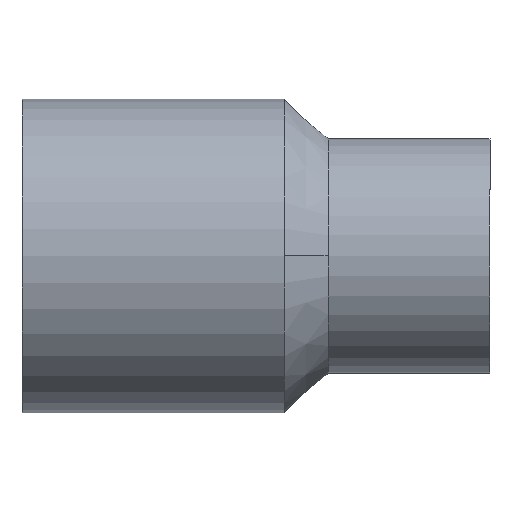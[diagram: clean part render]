
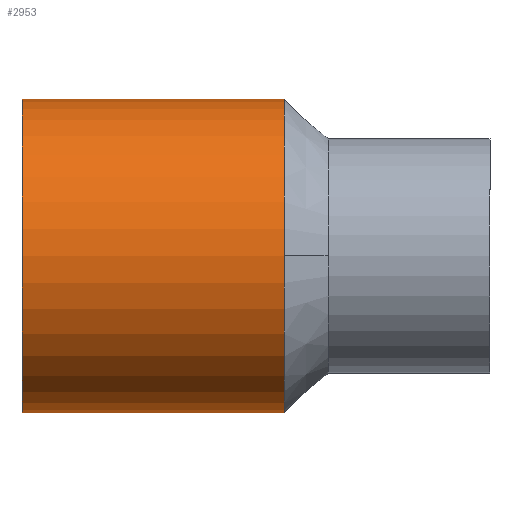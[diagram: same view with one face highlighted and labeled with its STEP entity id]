
A CAD part, top view. The second image highlights one B-rep face of the part: STEP entity #2953.
In plain terms, the highlighted cylindrical face has radius 6.375 mm (diameter 12.751 mm), a partial arc.
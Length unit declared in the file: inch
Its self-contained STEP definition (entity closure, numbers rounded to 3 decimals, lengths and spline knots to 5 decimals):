
#20 = VERTEX_POINT ( 'NONE', #1452 ) ;
#46 = CARTESIAN_POINT ( 'NONE',  ( -0.375, 0., 0. ) ) ;
#197 = ORIENTED_EDGE ( 'NONE', *, *, #3537, .T. ) ;
#534 = CARTESIAN_POINT ( 'NONE',  ( 0.045, 0., 0.251 ) ) ;
#574 = ORIENTED_EDGE ( 'NONE', *, *, #4448, .T. ) ;
#661 = DIRECTION ( 'NONE',  ( 0., 0., 1. ) ) ;
#684 = CARTESIAN_POINT ( 'NONE',  ( 0.33627, 0., 0. ) ) ;
#998 = DIRECTION ( 'NONE',  ( 1., 0., 0. ) ) ;
#1047 = DIRECTION ( 'NONE',  ( 1., 0., 0. ) ) ;
#1200 = VECTOR ( 'NONE', #1047, 39.37008 ) ;
#1218 = VERTEX_POINT ( 'NONE', #534 ) ;
#1404 = CIRCLE ( 'NONE', #2698, 0.251 ) ;
#1452 = CARTESIAN_POINT ( 'NONE',  ( -0.375, 0.251, 0. ) ) ;
#1520 = FACE_OUTER_BOUND ( 'NONE', #2879, .T. ) ;
#1596 = CARTESIAN_POINT ( 'NONE',  ( 0.045, 0., 0. ) ) ;
#1640 = DIRECTION ( 'NONE',  ( -1., 0., 0. ) ) ;
#1741 = LINE ( 'NONE', #3098, #2354 ) ;
#1848 = AXIS2_PLACEMENT_3D ( 'NONE', #46, #3861, #2829 ) ;
#1892 = ORIENTED_EDGE ( 'NONE', *, *, #2165, .T. ) ;
#1914 = LINE ( 'NONE', #4164, #1200 ) ;
#1916 = CIRCLE ( 'NONE', #2382, 0.251 ) ;
#1951 = ORIENTED_EDGE ( 'NONE', *, *, #2612, .F. ) ;
#2165 = EDGE_CURVE ( 'NONE', #4272, #2365, #1741, .T. ) ;
#2255 = EDGE_CURVE ( 'NONE', #2365, #1218, #1916, .T. ) ;
#2354 = VECTOR ( 'NONE', #998, 39.37008 ) ;
#2365 = VERTEX_POINT ( 'NONE', #3514 ) ;
#2382 = AXIS2_PLACEMENT_3D ( 'NONE', #4445, #3787, #661 ) ;
#2612 = EDGE_CURVE ( 'NONE', #20, #2825, #1914, .T. ) ;
#2629 = CIRCLE ( 'NONE', #1848, 0.251 ) ;
#2676 = DIRECTION ( 'NONE',  ( 0., 0., 1. ) ) ;
#2698 = AXIS2_PLACEMENT_3D ( 'NONE', #1596, #1640, #2676 ) ;
#2746 = DIRECTION ( 'NONE',  ( 1., 0., 0. ) ) ;
#2825 = VERTEX_POINT ( 'NONE', #3905 ) ;
#2829 = DIRECTION ( 'NONE',  ( 0., 1., 0. ) ) ;
#2879 = EDGE_LOOP ( 'NONE', ( #574, #1892, #3633, #197, #1951 ) ) ;
#2953 = ADVANCED_FACE ( 'NONE', ( #1520 ), #3004, .T. ) ;
#3004 = CYLINDRICAL_SURFACE ( 'NONE', #3037, 0.251 ) ;
#3037 = AXIS2_PLACEMENT_3D ( 'NONE', #684, #2746, #4083 ) ;
#3098 = CARTESIAN_POINT ( 'NONE',  ( 0.33627, -0.251, 0. ) ) ;
#3514 = CARTESIAN_POINT ( 'NONE',  ( 0.045, -0.251, 0. ) ) ;
#3537 = EDGE_CURVE ( 'NONE', #1218, #2825, #1404, .T. ) ;
#3633 = ORIENTED_EDGE ( 'NONE', *, *, #2255, .T. ) ;
#3775 = CARTESIAN_POINT ( 'NONE',  ( -0.375, -0.251, 0. ) ) ;
#3787 = DIRECTION ( 'NONE',  ( -1., 0., 0. ) ) ;
#3861 = DIRECTION ( 'NONE',  ( 1., 0., 0. ) ) ;
#3905 = CARTESIAN_POINT ( 'NONE',  ( 0.045, 0.251, 0. ) ) ;
#4083 = DIRECTION ( 'NONE',  ( 0., 1., 0. ) ) ;
#4164 = CARTESIAN_POINT ( 'NONE',  ( 0.33627, 0.251, 0. ) ) ;
#4272 = VERTEX_POINT ( 'NONE', #3775 ) ;
#4445 = CARTESIAN_POINT ( 'NONE',  ( 0.045, 0., 0. ) ) ;
#4448 = EDGE_CURVE ( 'NONE', #20, #4272, #2629, .T. ) ;
